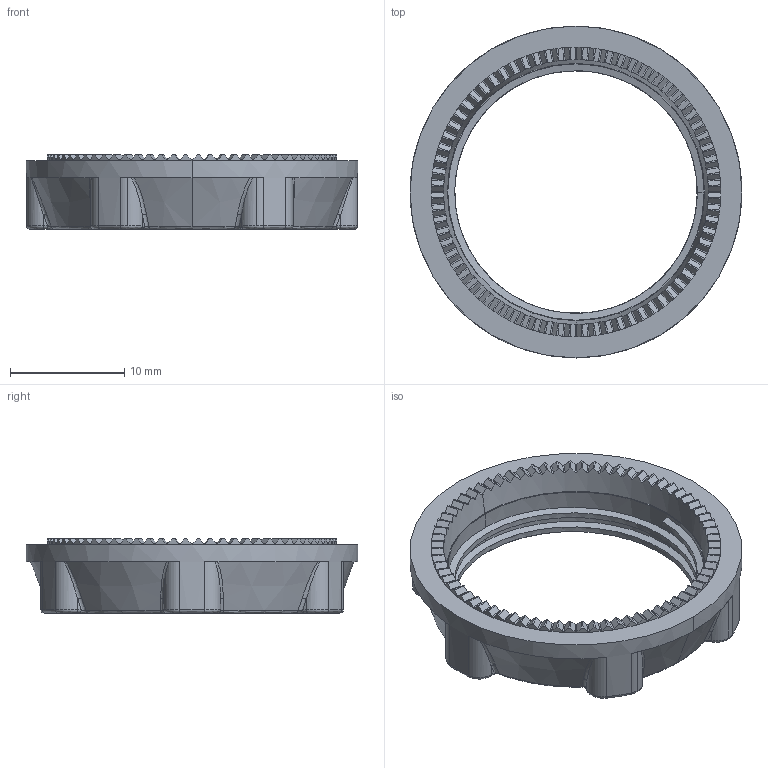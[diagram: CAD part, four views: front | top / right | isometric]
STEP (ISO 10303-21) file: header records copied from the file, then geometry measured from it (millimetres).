
FILE_DESCRIPTION(('Open CASCADE Model'),'2;1');
FILE_NAME('Open CASCADE Shape Model','2022-03-03T10:07:14',('Author'),( 'Open CASCADE'),'Open CASCADE STEP processor 7.2','Open CASCADE 7.2' ,'Unknown');
FILE_SCHEMA(('CONFIG_CONTROL_DESIGN','SHAPE_APPEARANCE_LAYER_MIM'));
Length unit declared in the file: millimetre
Products named in the file (2): 379_(1); 3063896640
Assembly tree (1 placements, depth 2):
  379_(1)
    3063896640
Bounding box: 29 x 29 x 6.5 mm (x, y, z)
Volume: 1337.1 mm3; surface area: 1615.8 mm2
Topology: 1 solids, 1 shells, 421 faces, 1202 edges, 784 vertices
Faces by surface type: plane 239, cylinder 109, bspline 64, cone 9
Entity records: 20366 total; most frequent: CARTESIAN_POINT 10749, ORIENTED_EDGE 2404, DIRECTION 1629, EDGE_CURVE 1202, VERTEX_POINT 784, AXIS2_PLACEMENT_3D 632, FACE_BOUND 424, EDGE_LOOP 424
